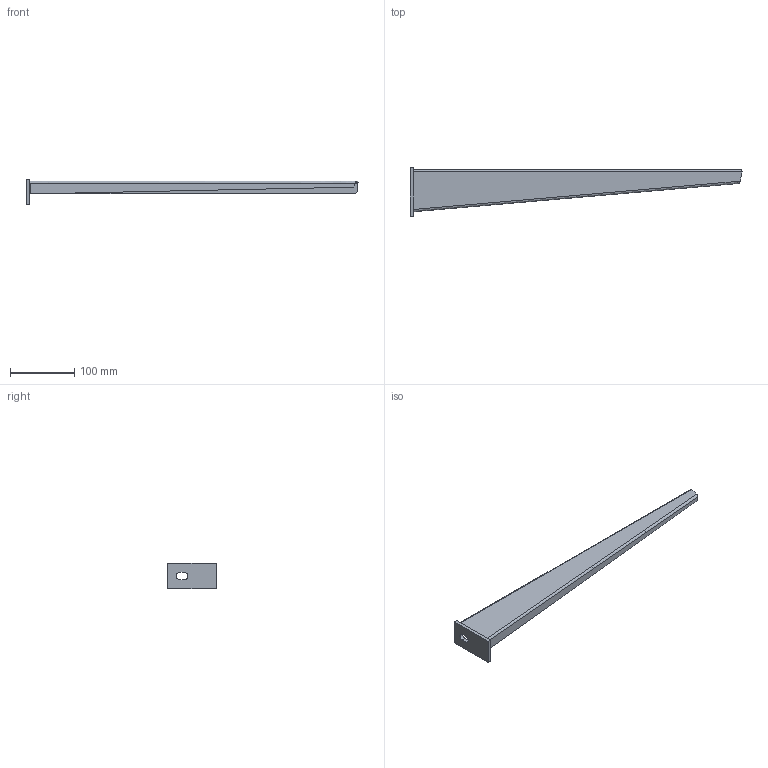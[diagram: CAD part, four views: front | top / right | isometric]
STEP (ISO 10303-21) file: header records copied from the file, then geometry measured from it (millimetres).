
FILE_DESCRIPTION(/* description */ (''),/* implementation_level */ '2;1');
FILE_NAME(/* name */ '6421040',/* time_stamp */ '2014-08-13T09:37:42+02:00',/* author */ (''),/* organization */ (''),/* preprocessor_version */ 'ST-DEVELOPER v15',/* originating_system */ '',/* authorisation */ '');
FILE_SCHEMA (('AUTOMOTIVE_DESIGN'));
Length unit declared in the file: millimetre
Products named in the file (2): Document; Block 02
Assembly tree (1 placements, depth 2):
  Document
    Block 02
Bounding box: 516 x 75 x 40 mm (x, y, z)
Volume: 16967.6 mm3; surface area: 82590.8 mm2
Topology: 1 solids, 2 shells, 35 faces, 78 edges, 46 vertices
Faces by surface type: plane 26, bspline 9
Entity records: 1053 total; most frequent: CARTESIAN_POINT 465, ORIENTED_EDGE 154, EDGE_CURVE 78, B_SPLINE_CURVE_WITH_KNOTS 63, VERTEX_POINT 46, EDGE_LOOP 37, DIRECTION 36, ADVANCED_FACE 35
